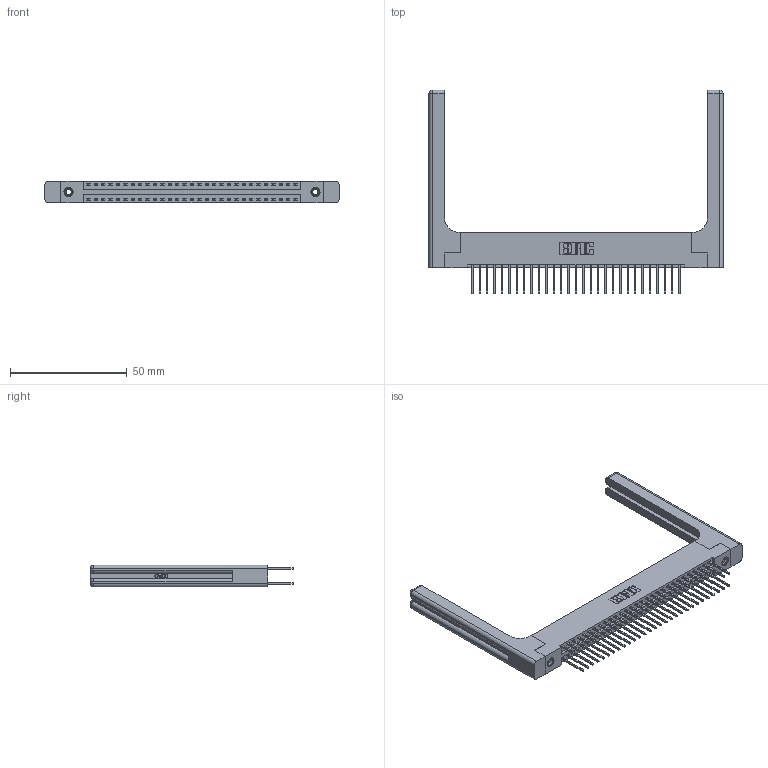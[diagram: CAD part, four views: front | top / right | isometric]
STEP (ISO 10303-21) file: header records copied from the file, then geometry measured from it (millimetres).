
FILE_DESCRIPTION (( 'STEP AP203' ), '1' );
FILE_NAME ('396-058-522-258.STEP', '2019-10-30T16:04:47', ( '' ), ( '' ), 'SwSTEP 2.0', 'SolidWorks 2016', '' );
FILE_SCHEMA (( 'CONFIG_CONTROL_DESIGN' ));
Length unit declared in the file: inch
Products named in the file (5): 346-220-058_345-220-058; 346 Part_Flush Mounting Lugs - 0.156 Dia-TH; 345-292-001_345-293-122; 345-250-001_345-250-001-102; 396-058-522-258
Assembly tree (63 placements, depth 2):
  396-058-522-258
    346 Part_Flush Mounting Lugs - 0.156 Dia-TH
    345-292-001_345-293-122  x58
    345-250-001_345-250-001-102  x2
    346-220-058_345-220-058  x2
Bounding box: 126.14 x 87.38 x 9.4 mm (x, y, z)
Volume: 19841.7 mm3; surface area: 22429.9 mm2
Topology: 63 solids, 63 shells, 3394 faces, 9985 edges, 6558 vertices
Faces by surface type: plane 2254, cylinder 1080, bspline 36, cone 12, sphere 8, torus 4
Entity records: 25876 total; most frequent: CARTESIAN_POINT 5289, ORIENTED_EDGE 4020, DIRECTION 3646, EDGE_CURVE 2010, LINE 1670, VECTOR 1670, VERTEX_POINT 1330, AXIS2_PLACEMENT_3D 988
